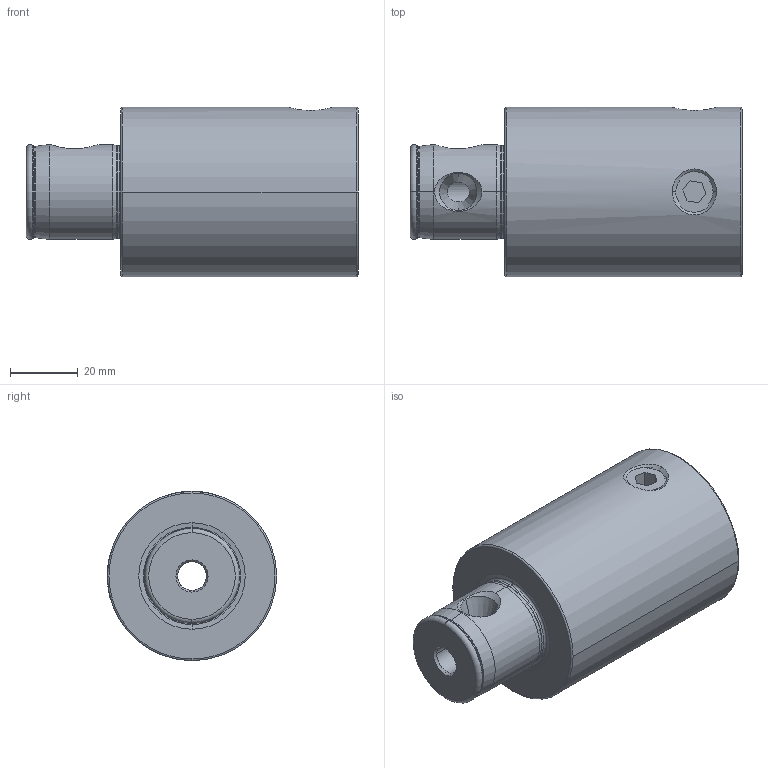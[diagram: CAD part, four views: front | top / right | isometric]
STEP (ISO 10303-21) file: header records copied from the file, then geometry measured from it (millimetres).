
FILE_DESCRIPTION (( 'STEP AP214' ), '1' );
FILE_NAME ('WH5-WH5.001.070.STEP', '2015-09-25T12:15:59', ( 'SWIAdmin' ), ( 'Hewlett-Packard Company' ), 'SwSTEP 2.0', 'SolidWorks 2015', '' );
FILE_SCHEMA (( 'AUTOMOTIVE_DESIGN' ));
Length unit declared in the file: millimetre
Products named in the file (3): WH5-ER1.001.017; WH5-WH5.001.070_A; WH5-WH5.001.070
Assembly tree (3 placements, depth 2):
  WH5-WH5.001.070
    WH5-WH5.001.070_A
    WH5-ER1.001.017  x2
Bounding box: 98 x 50 x 50 mm (x, y, z)
Volume: 131973.2 mm3; surface area: 23873.5 mm2
Topology: 3 solids, 3 shells, 94 faces, 212 edges, 124 vertices
Faces by surface type: torus 24, cone 24, plane 22, cylinder 20, bspline 4
Entity records: 3368 total; most frequent: CARTESIAN_POINT 1401, DIRECTION 404, ORIENTED_EDGE 360, EDGE_CURVE 180, AXIS2_PLACEMENT_3D 171, VERTEX_POINT 104, CIRCLE 90, EDGE_LOOP 88
